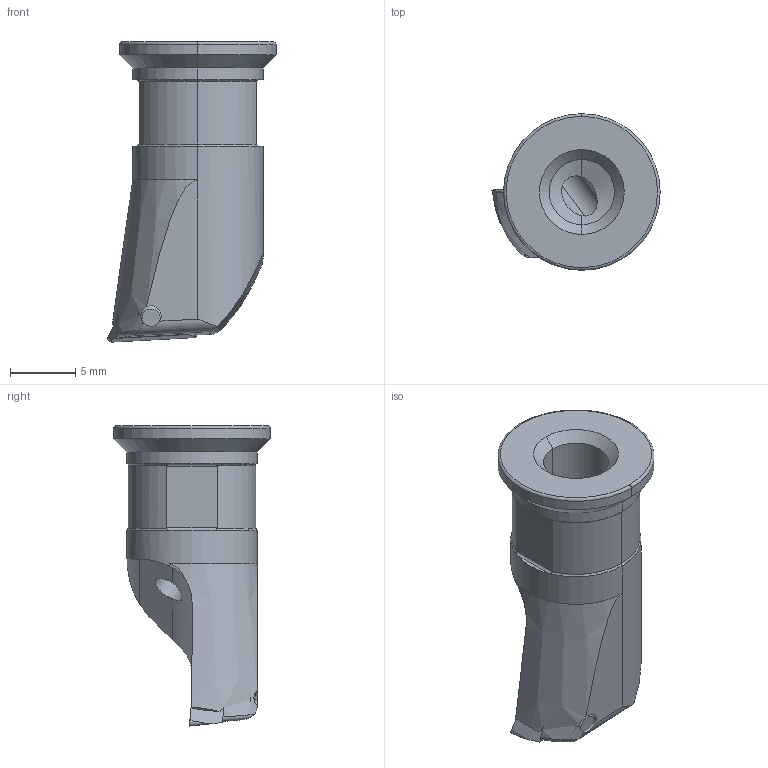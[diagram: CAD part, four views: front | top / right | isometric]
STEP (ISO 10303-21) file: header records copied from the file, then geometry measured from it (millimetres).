
FILE_DESCRIPTION(('no description'),'unknown implementation level');
FILE_NAME('4090BA69-73C5-44EF-AF69-A9271E8EDAC9_export.stp',' ',('CIMSOURCE GmbH'),('CADClick - KiM GmbH - www.kimweb.de'),'unknown preprocess','ACIS','unknown authorization');
FILE_SCHEMA(('automotive_design'));
Length unit declared in the file: millimetre
Products named in the file (3): 615.273 Kaiser E14 TP07|651.735 Kaiser TPGT 070203 K10C;Kombinieren1; 615.273 Kaiser E14 TP07|694.103 Kaiser ETL M2x4.8 T6 IP 10S;Kreismuster1; 615.273 Kaiser E14 TP07|615.273 Kaiser E14 TP07;Verrundung4
Bounding box: 12.89 x 12 x 23.01 mm (x, y, z)
Volume: 1246.7 mm3; surface area: 1197.9 mm2
Topology: 3 solids, 3 shells, 125 faces, 310 edges, 187 vertices
Faces by surface type: cylinder 52, plane 30, cone 29, torus 12, bspline 2
Entity records: 8756 total; most frequent: CARTESIAN_POINT 2256, DIRECTION 656, STYLED_ITEM 620, PRESENTATION_STYLE_ASSIGNMENT 620, COLOUR_RGB 620, ORIENTED_EDGE 610, EDGE_CURVE 305, CURVE_STYLE 305
